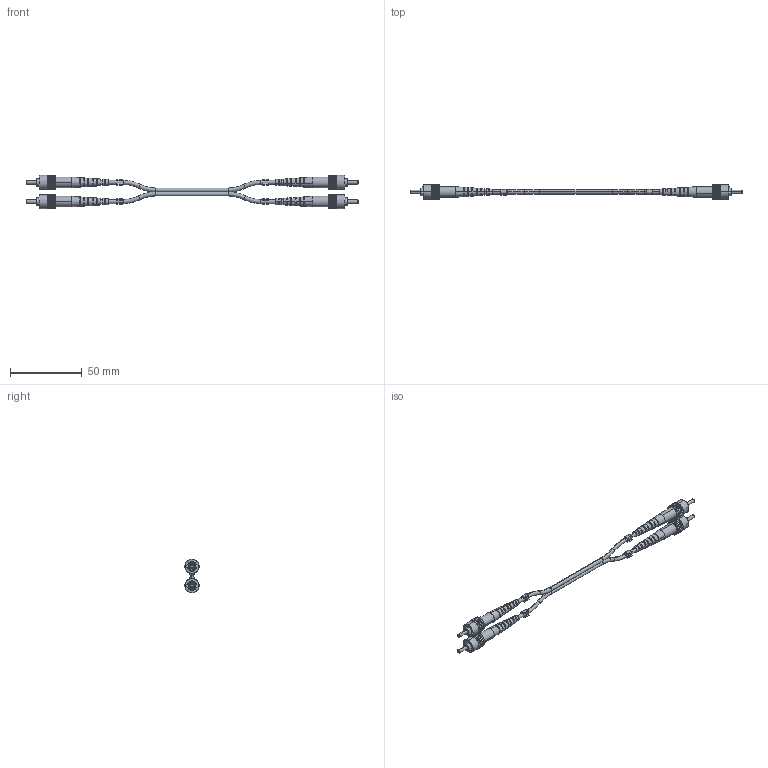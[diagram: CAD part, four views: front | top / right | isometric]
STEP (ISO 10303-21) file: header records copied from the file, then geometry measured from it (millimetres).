
FILE_DESCRIPTION (( 'STEP AP214' ), '1' );
FILE_NAME ('FODSTMIL.STEP', '2006-11-13T13:17:18', ( 'X' ), ( 'L-COM' ), 'SwSTEP 2.0', 'SolidWorks 2006052', '' );
FILE_SCHEMA (( 'AUTOMOTIVE_DESIGN' ));
Length unit declared in the file: inch
Products named in the file (8): LBL-C3P-B; 1AL06-087_FODSCMIL-01; LBL-C3P-A; 1AF05-011-MA1; 1AF05-011-MA2; 1AF05-011; 1AF05-012; FODSTMIL
Assembly tree (15 placements, depth 3):
  FODSTMIL
    1AF05-012  x4
    1AF05-011  x4
      1AF05-011-MA1
      1AF05-011-MA2
    LBL-C3P-B  x2
    1AL06-087_FODSCMIL-01
    LBL-C3P-A  x2
Bounding box: 231.65 x 10.3 x 23.71 mm (x, y, z)
Volume: 7546.7 mm3; surface area: 13910.3 mm2
Topology: 17 solids, 17 shells, 871 faces, 2505 edges, 1654 vertices
Faces by surface type: plane 680, cylinder 101, cone 48, torus 24, bspline 18
Entity records: 10437 total; most frequent: CARTESIAN_POINT 2736, ORIENTED_EDGE 1494, DIRECTION 1426, EDGE_CURVE 747, VERTEX_POINT 488, AXIS2_PLACEMENT_3D 487, VECTOR 452, LINE 452
